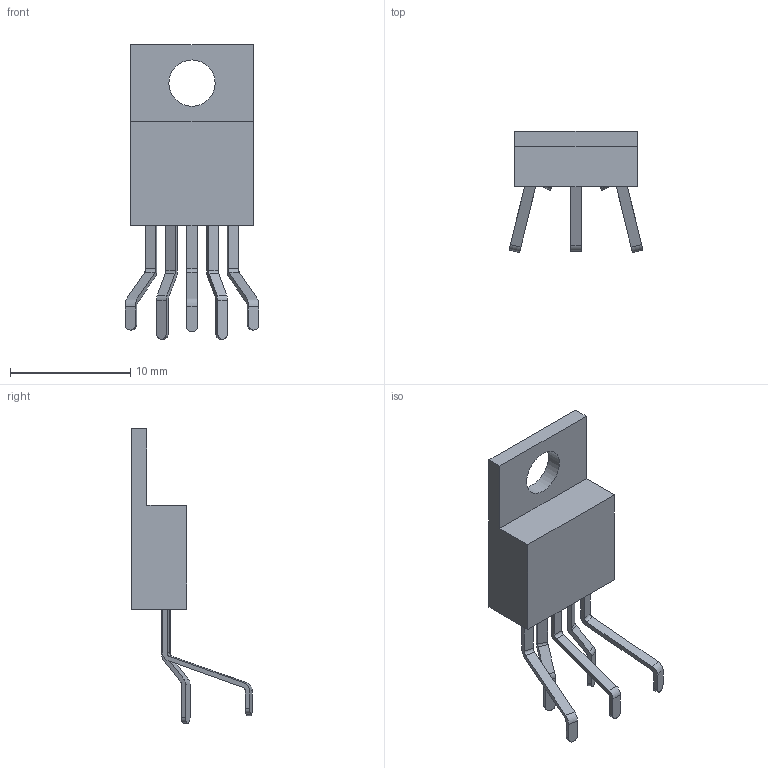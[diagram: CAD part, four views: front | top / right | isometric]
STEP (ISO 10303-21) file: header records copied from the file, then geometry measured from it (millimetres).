
FILE_DESCRIPTION(/* description */ (''),/* implementation_level */ '2;1');
FILE_NAME(/* name */ 'TO220-5 NDH0005D 2.stp',/* time_stamp */ '2021-09-19T09:45:59+03:00',/* author */ ('besso'),/* organization */ (''),/* preprocessor_version */ 'ST-DEVELOPER v18',/* originating_system */ 'AutoCAD Mechanical',/* authorisation */ '');
FILE_SCHEMA (('AUTOMOTIVE_DESIGN { 1 0 10303 214 3 1 1 }'));
Length unit declared in the file: millimetre
Products named in the file (1): Product
Bounding box: 11.12 x 10.03 x 24.45 mm (x, y, z)
Volume: 488.8 mm3; surface area: 637.9 mm2
Topology: 1 solids, 1 shells, 74 faces, 201 edges, 134 vertices
Faces by surface type: plane 48, cylinder 26
Full cylindrical faces by diameter (mm): 3.84 x1
Entity records: 2371 total; most frequent: CARTESIAN_POINT 410, DIRECTION 403, ORIENTED_EDGE 402, EDGE_CURVE 201, LINE 149, VECTOR 149, VERTEX_POINT 134, AXIS2_PLACEMENT_3D 127
